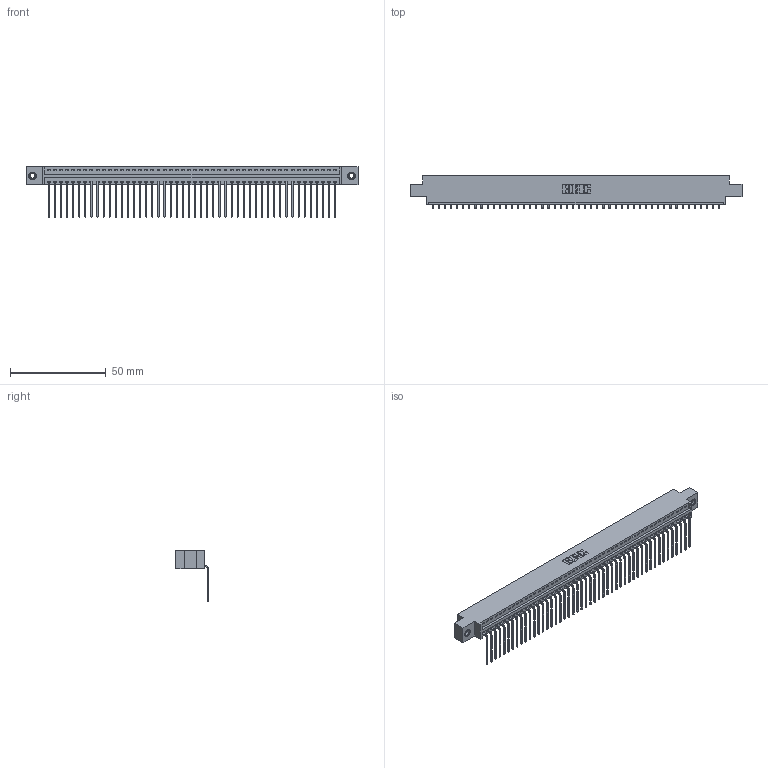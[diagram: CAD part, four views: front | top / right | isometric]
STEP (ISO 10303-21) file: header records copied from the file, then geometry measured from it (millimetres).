
FILE_DESCRIPTION (( 'STEP AP203' ), '1' );
FILE_NAME ('346-048-559-607.STEP', '2018-08-25T11:10:01', ( '' ), ( '' ), 'SwSTEP 2.0', 'SolidWorks 2016', '' );
FILE_SCHEMA (( 'CONFIG_CONTROL_DESIGN' ));
Length unit declared in the file: inch
Products named in the file (4): 346 Part_0.170 Offset - 0.156 Dia-TI; 345-292-001_558 559 Tail - 1; 345-250-001_345-250-005-103; 346-048-559-607
Assembly tree (51 placements, depth 2):
  346-048-559-607
    346 Part_0.170 Offset - 0.156 Dia-TI
    345-292-001_558 559 Tail - 1  x48
    345-250-001_345-250-005-103  x2
Bounding box: 172.97 x 17.08 x 26.16 mm (x, y, z)
Volume: 16590.6 mm3; surface area: 21949.9 mm2
Topology: 51 solids, 51 shells, 3066 faces, 9213 edges, 6070 vertices
Faces by surface type: plane 2128, cylinder 922, cone 12, torus 4
Entity records: 30384 total; most frequent: CARTESIAN_POINT 5191, ORIENTED_EDGE 5166, DIRECTION 4597, EDGE_CURVE 2583, LINE 2239, VECTOR 2239, VERTEX_POINT 1716, AXIS2_PLACEMENT_3D 1179
